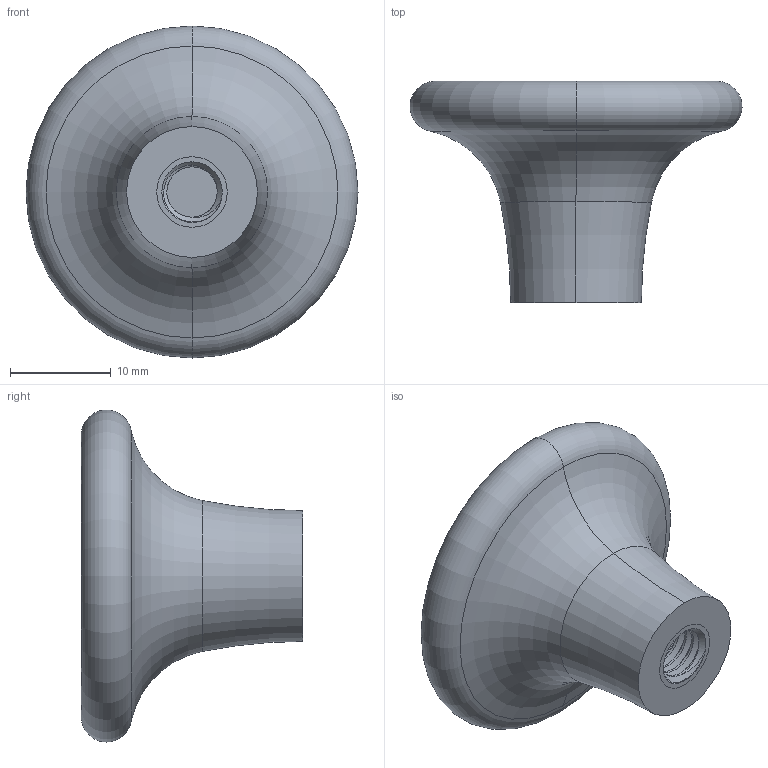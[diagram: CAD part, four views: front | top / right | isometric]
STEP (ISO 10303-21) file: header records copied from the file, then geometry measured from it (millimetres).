
FILE_DESCRIPTION (( 'STEP AP214' ), '1' );
FILE_NAME ('02542-High Temperature Tapered Handle Brass Thread Black Knob 22mm M6.STEP', '2018-08-03T04:28:29', ( '' ), ( '' ), 'SwSTEP 2.0', 'SolidWorks 2018', '' );
FILE_SCHEMA (( 'AUTOMOTIVE_DESIGN' ));
Length unit declared in the file: millimetre
Products named in the file (1): 02542-High Temperature Tapered Handle Brass Thread Black Knob 22mm M6
Bounding box: 33 x 21.99 x 33 mm (x, y, z)
Volume: 6560.1 mm3; surface area: 3815.9 mm2
Topology: 2 solids, 2 shells, 319 faces, 873 edges, 572 vertices
Faces by surface type: bspline 241, torus 36, cylinder 32, plane 5, cone 3, sphere 2
Entity records: 28224 total; most frequent: CARTESIAN_POINT 22469, ORIENTED_EDGE 1722, EDGE_CURVE 861, B_SPLINE_CURVE_WITH_KNOTS 732, VERTEX_POINT 572, EDGE_LOOP 345, FACE_OUTER_BOUND 319, ADVANCED_FACE 319
